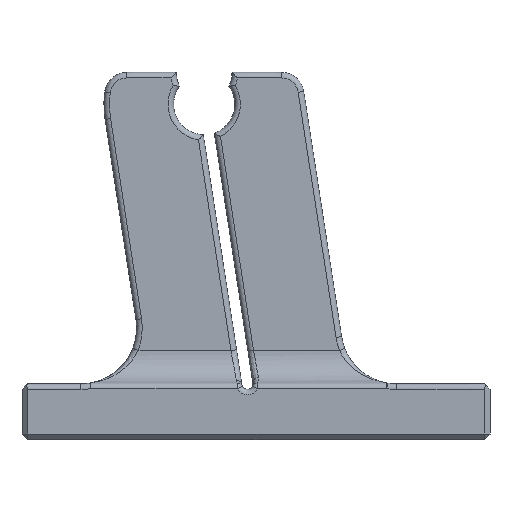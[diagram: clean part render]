
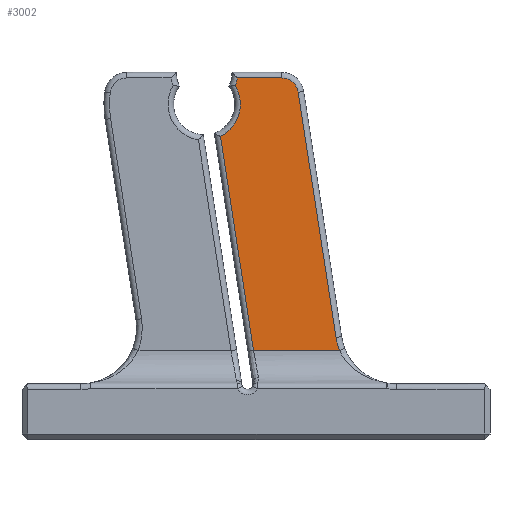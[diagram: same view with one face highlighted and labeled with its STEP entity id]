
A CAD part, front view. The second image highlights one B-rep face of the part: STEP entity #3002.
In plain terms, the highlighted planar face has unit normal (0, -1, 0).
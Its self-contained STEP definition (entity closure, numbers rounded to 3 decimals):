
#57 = CARTESIAN_POINT ( 'NONE',  ( 27.621, -4., 10. ) ) ;
#59 = DIRECTION ( 'NONE',  ( 0., 1., 0. ) ) ;
#74 = CARTESIAN_POINT ( 'NONE',  ( 11.81, -4., 27.197 ) ) ;
#81 = EDGE_CURVE ( 'NONE', #4957, #3813, #7029, .T. ) ;
#102 = AXIS2_PLACEMENT_3D ( 'NONE', #57, #3488, #663 ) ;
#258 = CARTESIAN_POINT ( 'NONE',  ( 14.778, -4., 7.99 ) ) ;
#441 = CARTESIAN_POINT ( 'NONE',  ( 18.784, -4., 31.179 ) ) ;
#663 = DIRECTION ( 'NONE',  ( 0., 0., 1. ) ) ;
#783 = ORIENTED_EDGE ( 'NONE', *, *, #7607, .T. ) ;
#799 = FACE_OUTER_BOUND ( 'NONE', #2814, .T. ) ;
#873 = ORIENTED_EDGE ( 'NONE', *, *, #81, .T. ) ;
#910 = DIRECTION ( 'NONE',  ( 0., 0., 1. ) ) ;
#1516 = AXIS2_PLACEMENT_3D ( 'NONE', #7366, #4862, #7554 ) ;
#1696 = DIRECTION ( 'NONE',  ( 0., 1., 0. ) ) ;
#1935 = VECTOR ( 'NONE', #7068, 1000. ) ;
#2018 = CARTESIAN_POINT ( 'NONE',  ( 13.323, -4., 32.45 ) ) ;
#2132 = AXIS2_PLACEMENT_3D ( 'NONE', #3141, #1696, #910 ) ;
#2235 = ORIENTED_EDGE ( 'NONE', *, *, #5042, .T. ) ;
#2526 = ORIENTED_EDGE ( 'NONE', *, *, #8322, .T. ) ;
#2636 = VERTEX_POINT ( 'NONE', #3455 ) ;
#2739 = EDGE_CURVE ( 'NONE', #3249, #2636, #7532, .T. ) ;
#2814 = EDGE_LOOP ( 'NONE', ( #8692, #6879, #873, #783, #2235, #6527, #7323, #2526 ) ) ;
#2995 = LINE ( 'NONE', #6980, #1935 ) ;
#3002 = ADVANCED_FACE ( 'NONE', ( #799 ), #6168, .F. ) ;
#3118 = VERTEX_POINT ( 'NONE', #258 ) ;
#3141 = CARTESIAN_POINT ( 'NONE',  ( 10.35, -4., 32.85 ) ) ;
#3249 = VERTEX_POINT ( 'NONE', #2018 ) ;
#3425 = VECTOR ( 'NONE', #5759, 1000. ) ;
#3455 = CARTESIAN_POINT ( 'NONE',  ( 13.145, -4., 31.759 ) ) ;
#3488 = DIRECTION ( 'NONE',  ( 0., 1., 0. ) ) ;
#3813 = VERTEX_POINT ( 'NONE', #441 ) ;
#3881 = DIRECTION ( 'NONE',  ( 0., 1., 0. ) ) ;
#4077 = CIRCLE ( 'NONE', #102, 5.5 ) ;
#4079 = AXIS2_PLACEMENT_3D ( 'NONE', #4920, #59, #6813 ) ;
#4087 = CARTESIAN_POINT ( 'NONE',  ( 17.302, -4., 32.45 ) ) ;
#4378 = CIRCLE ( 'NONE', #1516, 1.5 ) ;
#4563 = CARTESIAN_POINT ( 'NONE',  ( 10.35, -4., 30.1 ) ) ;
#4736 = VERTEX_POINT ( 'NONE', #4087 ) ;
#4862 = DIRECTION ( 'NONE',  ( 0., -1., 0. ) ) ;
#4875 = LINE ( 'NONE', #8796, #6850 ) ;
#4920 = CARTESIAN_POINT ( 'NONE',  ( 36., -4., 5. ) ) ;
#4957 = VERTEX_POINT ( 'NONE', #7705 ) ;
#5042 = EDGE_CURVE ( 'NONE', #4736, #3249, #4875, .T. ) ;
#5079 = VECTOR ( 'NONE', #8557, 1000. ) ;
#5275 = VERTEX_POINT ( 'NONE', #74 ) ;
#5338 = LINE ( 'NONE', #5386, #5079 ) ;
#5386 = CARTESIAN_POINT ( 'NONE',  ( 36., -4., 7.99 ) ) ;
#5759 = DIRECTION ( 'NONE',  ( -0.153, 0., 0.988 ) ) ;
#5830 = VERTEX_POINT ( 'NONE', #7749 ) ;
#5931 = AXIS2_PLACEMENT_3D ( 'NONE', #4563, #3881, #6045 ) ;
#6045 = DIRECTION ( 'NONE',  ( 0., 0., 1. ) ) ;
#6118 = DIRECTION ( 'NONE',  ( -1., 0., 0. ) ) ;
#6168 = PLANE ( 'NONE',  #4079 ) ;
#6491 = CIRCLE ( 'NONE', #5931, 3.25 ) ;
#6527 = ORIENTED_EDGE ( 'NONE', *, *, #2739, .T. ) ;
#6813 = DIRECTION ( 'NONE',  ( 0., 0., 1. ) ) ;
#6850 = VECTOR ( 'NONE', #6118, 1000. ) ;
#6879 = ORIENTED_EDGE ( 'NONE', *, *, #8230, .T. ) ;
#6881 = EDGE_CURVE ( 'NONE', #3118, #5830, #5338, .T. ) ;
#6980 = CARTESIAN_POINT ( 'NONE',  ( 15.723, -4., 1.868 ) ) ;
#7029 = LINE ( 'NONE', #8420, #3425 ) ;
#7068 = DIRECTION ( 'NONE',  ( 0.153, 0., -0.988 ) ) ;
#7323 = ORIENTED_EDGE ( 'NONE', *, *, #7801, .T. ) ;
#7366 = CARTESIAN_POINT ( 'NONE',  ( 17.302, -4., 30.95 ) ) ;
#7532 = CIRCLE ( 'NONE', #2132, 3. ) ;
#7554 = DIRECTION ( 'NONE',  ( 0., 0., 1. ) ) ;
#7607 = EDGE_CURVE ( 'NONE', #3813, #4736, #4378, .T. ) ;
#7705 = CARTESIAN_POINT ( 'NONE',  ( 22.186, -4., 9.16 ) ) ;
#7749 = CARTESIAN_POINT ( 'NONE',  ( 22.502, -4., 7.99 ) ) ;
#7801 = EDGE_CURVE ( 'NONE', #2636, #5275, #6491, .T. ) ;
#8230 = EDGE_CURVE ( 'NONE', #5830, #4957, #4077, .T. ) ;
#8322 = EDGE_CURVE ( 'NONE', #5275, #3118, #2995, .T. ) ;
#8420 = CARTESIAN_POINT ( 'NONE',  ( 18.784, -4., 31.179 ) ) ;
#8557 = DIRECTION ( 'NONE',  ( 1., 0., 0. ) ) ;
#8692 = ORIENTED_EDGE ( 'NONE', *, *, #6881, .T. ) ;
#8796 = CARTESIAN_POINT ( 'NONE',  ( 36., -4., 32.45 ) ) ;
